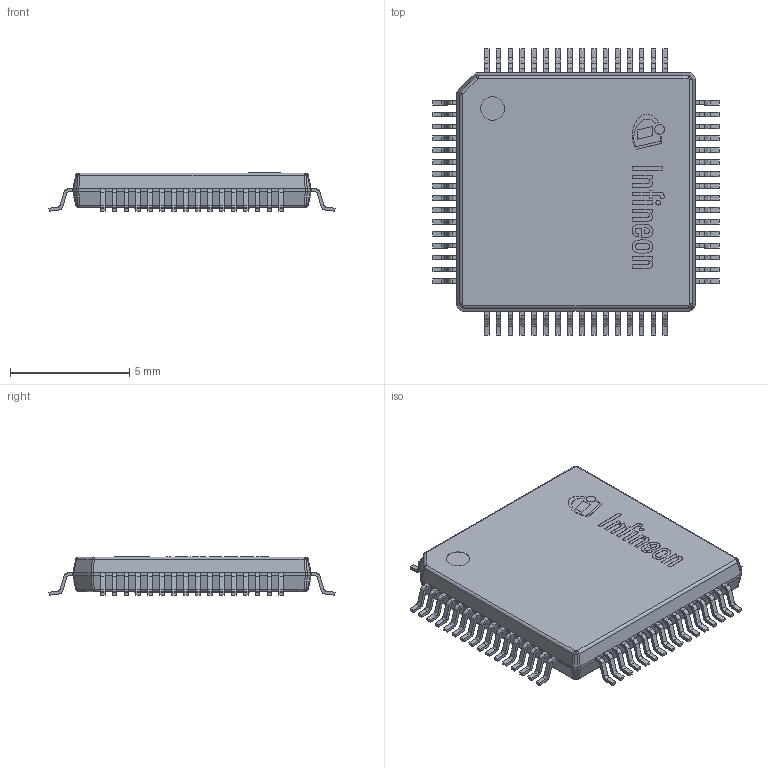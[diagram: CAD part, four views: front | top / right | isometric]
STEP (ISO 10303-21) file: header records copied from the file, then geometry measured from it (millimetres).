
FILE_DESCRIPTION(/* description */ (''),/* implementation_level */ '2;1');
FILE_NAME(/* name */ 'PG-LQFP-64-28_Z8B00186495_4.stp',/* time_stamp */ '2020-03-06T14:03:28+06:00',/* author */ ('janartha'),/* organization */ (''),/* preprocessor_version */ 'ST-DEVELOPER v16.13',/* originating_system */ 'AutoCAD Mechanical',/* authorisation */ '');
FILE_SCHEMA (('AUTOMOTIVE_DESIGN { 1 0 10303 214 3 1 1 }'));
Length unit declared in the file: millimetre
Products named in the file (1): Product
Bounding box: 12 x 12 x 1.61 mm (x, y, z)
Volume: 143.3 mm3; surface area: 765.4 mm2
Topology: 81 solids, 81 shells, 1361 faces, 3539 edges, 2348 vertices
Faces by surface type: plane 933, cylinder 376, bspline 26, sphere 16, torus 10
Full cylindrical faces by diameter (mm): 0.201 x1, 0.403 x1, 1 x4
Entity records: 41630 total; most frequent: CARTESIAN_POINT 7655, ORIENTED_EDGE 7062, DIRECTION 6965, EDGE_CURVE 3531, LINE 2697, VECTOR 2697, VERTEX_POINT 2348, AXIS2_PLACEMENT_3D 2134
